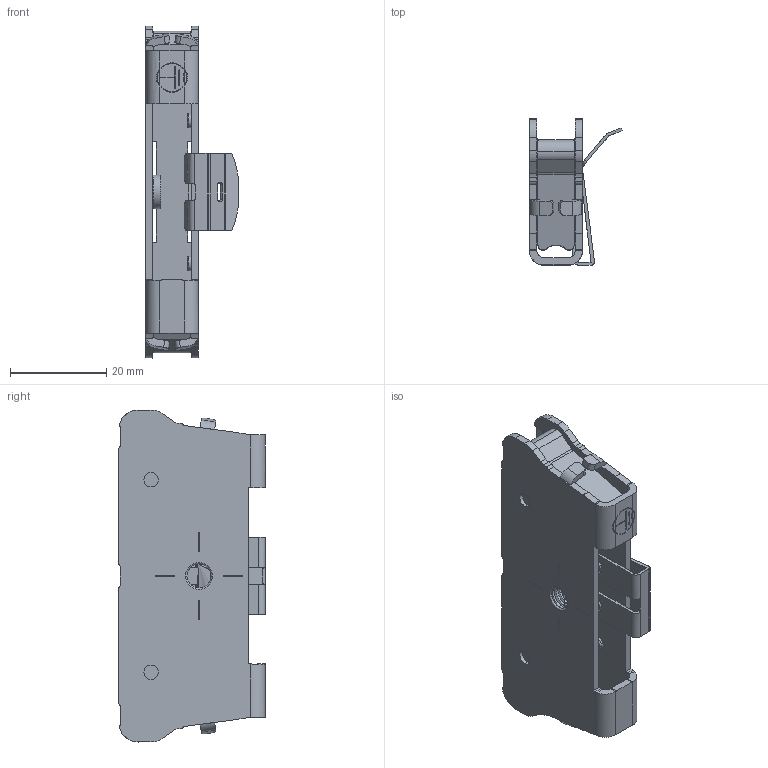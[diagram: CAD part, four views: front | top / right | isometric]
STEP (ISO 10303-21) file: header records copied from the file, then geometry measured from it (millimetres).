
FILE_DESCRIPTION (( 'STEP AP214' ), '1' );
FILE_NAME ('1048-102.STEP', '2024-11-22T10:23:54', ( '' ), ( '' ), 'SwSTEP 2.0', 'SolidWorks 2022', '' );
FILE_SCHEMA (( 'AUTOMOTIVE_DESIGN' ));
Length unit declared in the file: millimetre
Products named in the file (4): 1048-102; 1099-080; 1015-023-KLAMMER-10.07.2024-SCHRIFTGR_S_VSSE-1.8.1; 1099-081-13_01_2022_PRT.PRT.1
Assembly tree (3 placements, depth 2):
  1048-102
    1099-080
    1015-023-KLAMMER-10.07.2024-SCHRIFTGR_S_VSSE-1.8.1
    1099-081-13_01_2022_PRT.PRT.1
Bounding box: 19.31 x 30.41 x 69 mm (x, y, z)
Volume: 6614 mm3; surface area: 11776 mm2
Topology: 3 solids, 3 shells, 980 faces, 2771 edges, 1843 vertices
Faces by surface type: plane 669, cylinder 254, bspline 57
Entity records: 53437 total; most frequent: CARTESIAN_POINT 19140, ORIENTED_EDGE 5542, DIRECTION 3898, EDGE_CURVE 2771, VERTEX_POINT 1843, VECTOR 1672, LINE 1672, AXIS2_PLACEMENT_3D 1113
